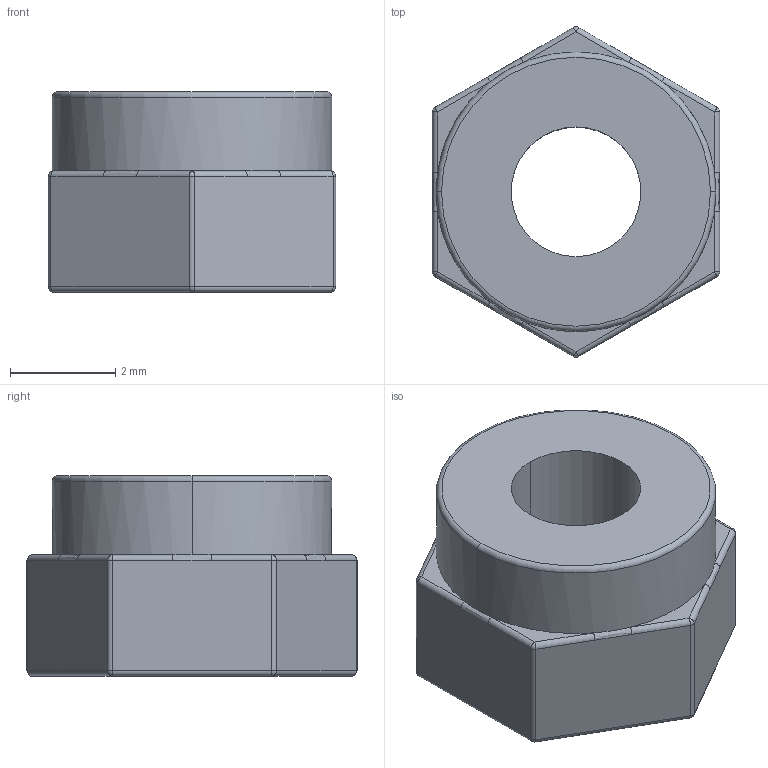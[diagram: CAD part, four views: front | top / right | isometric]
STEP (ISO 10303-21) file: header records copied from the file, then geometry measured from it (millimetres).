
FILE_DESCRIPTION (( 'STEP AP214' ), '1' );
FILE_NAME ('M3_stopper_nut.step', '2023-05-17T11:17:58', ( '' ), ( '' ), 'SwSTEP 2.0', 'SolidWorks 2022', '' );
FILE_SCHEMA (( 'AUTOMOTIVE_DESIGN' ));
Length unit declared in the file: millimetre
Products named in the file (1): M3_stopper_nut
Bounding box: 5.45 x 6.26 x 3.8 mm (x, y, z)
Volume: 74.1 mm3; surface area: 137.2 mm2
Topology: 1 solids, 1 shells, 62 faces, 138 edges, 74 vertices
Faces by surface type: cylinder 28, plane 14, sphere 12, bspline 6, torus 2
Entity records: 1806 total; most frequent: CARTESIAN_POINT 419, DIRECTION 310, ORIENTED_EDGE 260, EDGE_CURVE 130, AXIS2_PLACEMENT_3D 129, CIRCLE 72, VERTEX_POINT 70, EDGE_LOOP 64
